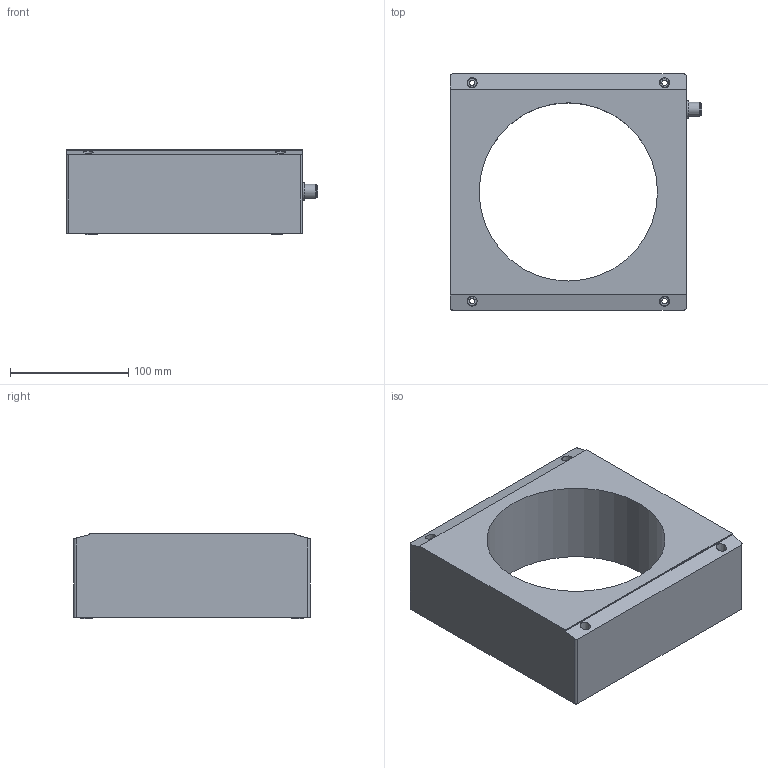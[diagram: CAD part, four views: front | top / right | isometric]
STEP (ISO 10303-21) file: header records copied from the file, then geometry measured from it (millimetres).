
FILE_DESCRIPTION((''),'2;1');
FILE_NAME('IR150.stp','2011-05-18T10:00:03',('lck'),(''),'Autodesk Inventor 2011','Autodesk Inventor 2011','');
FILE_SCHEMA(('AUTOMOTIVE_DESIGN { 1 0 10303 214 1 1 1 1 }'));
Length unit declared in the file: millimetre
Products named in the file (7): IR150; Stecker M12; Hülse für M12; Stecker M12_einbau_escha; Stecker M12_einbau_escha_hülse; Stecker M12_einbau_escha_stift
Assembly tree (9 placements, depth 4):
  IR150
    IR150
    Stecker M12
      Hülse für M12
      Stecker M12_einbau_escha
        Stecker M12_einbau_escha_hülse
        Stecker M12_einbau_escha_stift  x4
Bounding box: 213 x 200 x 72 mm (x, y, z)
Volume: 1542480.7 mm3; surface area: 142193.5 mm2
Topology: 7 solids, 7 shells, 141 faces, 291 edges, 195 vertices
Faces by surface type: plane 72, cylinder 60, cone 9
Full cylindrical faces by diameter (mm): 0.7 x4, 1.7 x4, 1.8 x4, 3 x2, 4.5 x4, 4.8 x1, 6.7 x2, 7.85 x1, 8.5 x5, 8.8 x1, 9 x1, 9.45 x1, 9.5 x2, 9.9 x1, 10 x1, 10.5 x1, 12 x1, 15 x1, 151 x1
Entity records: 3417 total; most frequent: DIRECTION 617, CARTESIAN_POINT 532, ORIENTED_EDGE 442, AXIS2_PLACEMENT_3D 257, EDGE_CURVE 221, EDGE_LOOP 209, VERTEX_POINT 172, FACE_OUTER_BOUND 123
